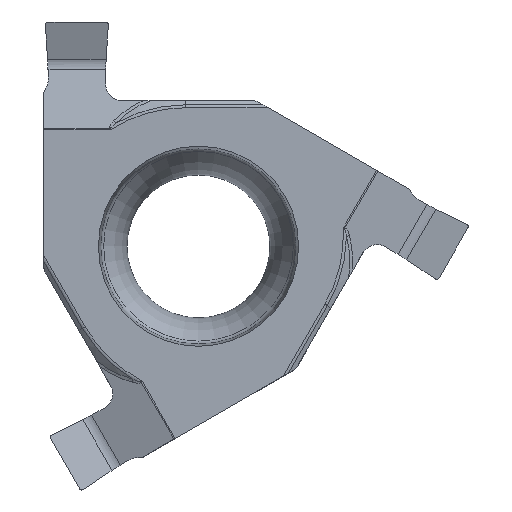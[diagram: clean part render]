
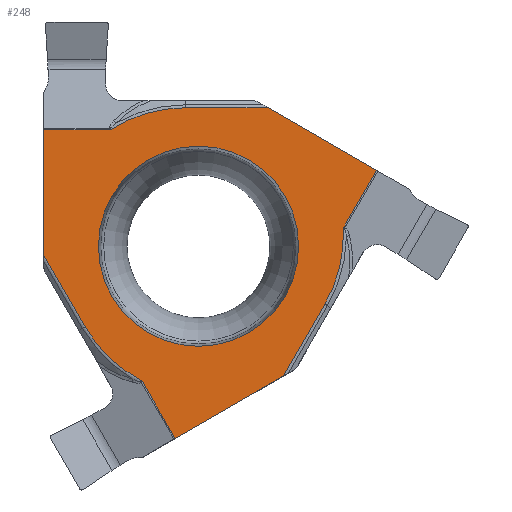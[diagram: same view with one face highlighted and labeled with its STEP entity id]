
A CAD part, top view. The second image highlights one B-rep face of the part: STEP entity #248.
In plain terms, the highlighted planar face has unit normal (0, 0, 1).
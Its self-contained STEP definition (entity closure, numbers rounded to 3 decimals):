
#248=ADVANCED_FACE('',(#366,#367),#329,.F.);
#329=PLANE('',#1837);
#366=FACE_BOUND('',#399,.T.);
#367=FACE_BOUND('',#400,.T.);
#399=EDGE_LOOP('',(#908,#909,#910,#911,#912,#913,#914,#915,#916,#917,#918,
#919));
#400=EDGE_LOOP('',(#920));
#499=LINE('',#2864,#643);
#504=LINE('',#2878,#648);
#528=LINE('',#2970,#672);
#530=LINE('',#2982,#674);
#531=LINE('',#2986,#675);
#532=LINE('',#2988,#676);
#533=LINE('',#2990,#677);
#534=LINE('',#2994,#678);
#535=LINE('',#2995,#679);
#643=VECTOR('',#2022,1.);
#648=VECTOR('',#2033,1.);
#672=VECTOR('',#2127,1.);
#674=VECTOR('',#2131,1.);
#675=VECTOR('',#2134,1.);
#676=VECTOR('',#2135,1.);
#677=VECTOR('',#2136,1.);
#678=VECTOR('',#2139,1.);
#679=VECTOR('',#2140,1.);
#908=ORIENTED_EDGE('',*,*,#1521,.F.);
#909=ORIENTED_EDGE('',*,*,#1480,.T.);
#910=ORIENTED_EDGE('',*,*,#1524,.T.);
#911=ORIENTED_EDGE('',*,*,#1525,.T.);
#912=ORIENTED_EDGE('',*,*,#1526,.T.);
#913=ORIENTED_EDGE('',*,*,#1527,.F.);
#914=ORIENTED_EDGE('',*,*,#1528,.F.);
#915=ORIENTED_EDGE('',*,*,#1529,.F.);
#916=ORIENTED_EDGE('',*,*,#1530,.F.);
#917=ORIENTED_EDGE('',*,*,#1473,.T.);
#918=ORIENTED_EDGE('',*,*,#1531,.F.);
#919=ORIENTED_EDGE('',*,*,#1532,.F.);
#920=ORIENTED_EDGE('',*,*,#1520,.F.);
#1308=VERTEX_POINT('',#2863);
#1309=VERTEX_POINT('',#2865);
#1314=VERTEX_POINT('',#2877);
#1315=VERTEX_POINT('',#2879);
#1339=VERTEX_POINT('',#2967);
#1340=VERTEX_POINT('',#2971);
#1342=VERTEX_POINT('',#2983);
#1343=VERTEX_POINT('',#2985);
#1344=VERTEX_POINT('',#2987);
#1345=VERTEX_POINT('',#2989);
#1346=VERTEX_POINT('',#2991);
#1347=VERTEX_POINT('',#2993);
#1348=VERTEX_POINT('',#2996);
#1473=EDGE_CURVE('',#1309,#1308,#499,.T.);
#1480=EDGE_CURVE('',#1315,#1314,#504,.T.);
#1520=EDGE_CURVE('',#1339,#1339,#1696,.T.);
#1521=EDGE_CURVE('',#1315,#1340,#528,.T.);
#1524=EDGE_CURVE('',#1314,#1342,#530,.T.);
#1525=EDGE_CURVE('',#1342,#1343,#1697,.T.);
#1526=EDGE_CURVE('',#1343,#1344,#531,.T.);
#1527=EDGE_CURVE('',#1345,#1344,#532,.T.);
#1528=EDGE_CURVE('',#1346,#1345,#533,.T.);
#1529=EDGE_CURVE('',#1347,#1346,#1698,.T.);
#1530=EDGE_CURVE('',#1309,#1347,#534,.T.);
#1531=EDGE_CURVE('',#1348,#1308,#535,.T.);
#1532=EDGE_CURVE('',#1340,#1348,#1699,.T.);
#1696=CIRCLE('',#1830,3.08);
#1697=CIRCLE('',#1834,4.261);
#1698=CIRCLE('',#1835,4.261);
#1699=CIRCLE('',#1836,4.261);
#1830=AXIS2_PLACEMENT_3D('',#2966,#2121,#2122);
#1834=AXIS2_PLACEMENT_3D('',#2984,#2132,#2133);
#1835=AXIS2_PLACEMENT_3D('',#2992,#2137,#2138);
#1836=AXIS2_PLACEMENT_3D('',#2997,#2141,#2142);
#1837=AXIS2_PLACEMENT_3D('',#2998,#2143,#2144);
#2022=DIRECTION('',(-0.866,0.5,0.));
#2033=DIRECTION('',(0.,-1.,0.));
#2121=DIRECTION('',(0.,0.,1.));
#2122=DIRECTION('',(0.,1.,0.));
#2127=DIRECTION('',(1.,0.,0.));
#2131=DIRECTION('',(0.5,-0.866,0.));
#2132=DIRECTION('',(0.,0.,1.));
#2133=DIRECTION('',(-0.866,-0.5,0.));
#2134=DIRECTION('',(0.5,-0.866,0.));
#2135=DIRECTION('',(-0.866,-0.5,0.));
#2136=DIRECTION('',(-0.5,-0.866,0.));
#2137=DIRECTION('',(0.,0.,-1.));
#2138=DIRECTION('',(0.866,-0.5,0.));
#2139=DIRECTION('',(-0.5,-0.866,0.));
#2140=DIRECTION('',(1.,0.,0.));
#2141=DIRECTION('',(0.,0.,-1.));
#2142=DIRECTION('',(0.,1.,0.));
#2143=DIRECTION('',(0.,0.,-1.));
#2144=DIRECTION('',(0.,1.,0.));
#2863=CARTESIAN_POINT('',(2.145,4.261,0.1));
#2864=CARTESIAN_POINT('',(2.381,4.124,0.1));
#2865=CARTESIAN_POINT('',(5.481,2.335,0.1));
#2877=CARTESIAN_POINT('',(-4.763,-0.273,0.1));
#2878=CARTESIAN_POINT('',(-4.763,0.,0.1));
#2879=CARTESIAN_POINT('',(-4.763,3.579,0.1));
#2966=CARTESIAN_POINT('',(0.,0.,0.1));
#2967=CARTESIAN_POINT('',(0.,3.08,0.1));
#2970=CARTESIAN_POINT('',(-2.774,3.579,0.1));
#2971=CARTESIAN_POINT('',(-2.712,3.579,0.1));
#2982=CARTESIAN_POINT('',(5.06,-17.286,0.1));
#2983=CARTESIAN_POINT('',(-3.49,-2.477,0.1));
#2984=CARTESIAN_POINT('',(0.2,-0.346,0.1));
#2985=CARTESIAN_POINT('',(-1.743,-4.138,0.1));
#2986=CARTESIAN_POINT('',(-0.851,-5.684,0.1));
#2987=CARTESIAN_POINT('',(-0.718,-5.914,0.1));
#2988=CARTESIAN_POINT('',(2.381,-4.124,0.1));
#2989=CARTESIAN_POINT('',(2.618,-3.988,0.1));
#2990=CARTESIAN_POINT('',(12.44,13.025,0.1));
#2991=CARTESIAN_POINT('',(3.89,-1.784,0.1));
#2992=CARTESIAN_POINT('',(0.2,0.346,0.1));
#2993=CARTESIAN_POINT('',(4.456,0.559,0.1));
#2994=CARTESIAN_POINT('',(5.348,2.105,0.1));
#2995=CARTESIAN_POINT('',(-17.5,4.261,0.1));
#2996=CARTESIAN_POINT('',(-0.4,4.261,0.1));
#2997=CARTESIAN_POINT('',(-0.4,0.,0.1));
#2998=CARTESIAN_POINT('',(-17.5,0.,0.1));
